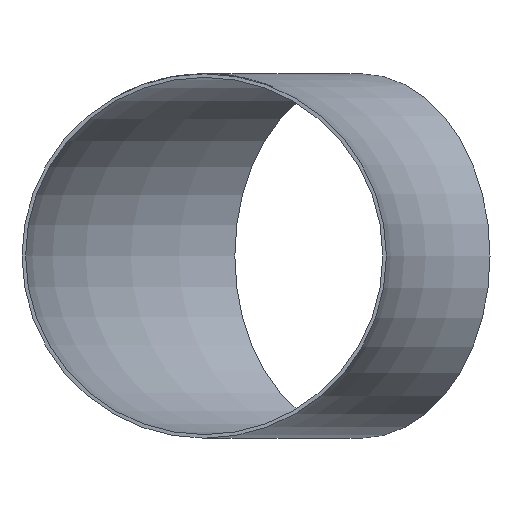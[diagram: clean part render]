
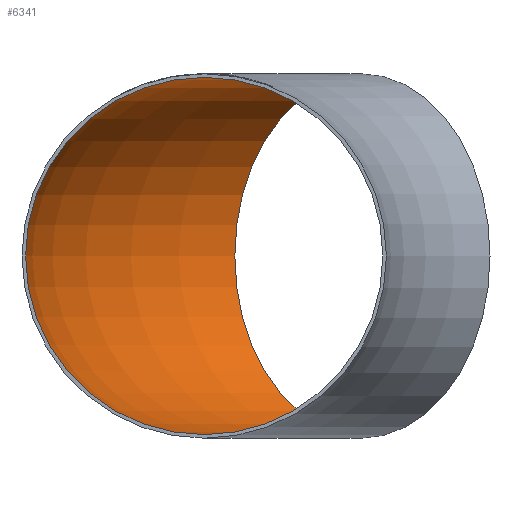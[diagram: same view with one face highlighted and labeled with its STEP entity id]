
A CAD part, front view. The second image highlights one B-rep face of the part: STEP entity #6341.
In plain terms, the highlighted toroidal (fillet/blend) face has major radius 300 mm and minor radius 100 mm.
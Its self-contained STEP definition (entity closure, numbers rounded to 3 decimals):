
#966 = DIRECTION ( 'NONE',  ( -1., 0., 0. ) ) ;
#2200 = DIRECTION ( 'NONE',  ( -0.707, 0.707, 0. ) ) ;
#4432 = FACE_OUTER_BOUND ( 'NONE', #16795, .T. ) ;
#4922 = CIRCLE ( 'NONE', #23368, 100. ) ;
#5287 = CIRCLE ( 'NONE', #6859, 100. ) ;
#5505 = DIRECTION ( 'NONE',  ( 0., 1., 0. ) ) ;
#5843 = CARTESIAN_POINT ( 'NONE',  ( -300., 0., 100. ) ) ;
#6341 = ADVANCED_FACE ( 'NONE', ( #4432, #10121 ), #20393, .F. ) ;
#6859 = AXIS2_PLACEMENT_3D ( 'NONE', #11697, #15620, #2200 ) ;
#8185 = VERTEX_POINT ( 'NONE', #5843 ) ;
#10121 = FACE_OUTER_BOUND ( 'NONE', #20932, .T. ) ;
#11342 = ORIENTED_EDGE ( 'NONE', *, *, #18011, .F. ) ;
#11361 = AXIS2_PLACEMENT_3D ( 'NONE', #14150, #15875, #966 ) ;
#11697 = CARTESIAN_POINT ( 'NONE',  ( -212.132, 212.132, 0. ) ) ;
#12489 = ORIENTED_EDGE ( 'NONE', *, *, #16387, .T. ) ;
#13585 = CARTESIAN_POINT ( 'NONE',  ( -282.843, 282.843, 0. ) ) ;
#14150 = CARTESIAN_POINT ( 'NONE',  ( 0., 0., 0. ) ) ;
#15620 = DIRECTION ( 'NONE',  ( 0.707, 0.707, 0. ) ) ;
#15875 = DIRECTION ( 'NONE',  ( 0., 0., -1. ) ) ;
#16387 = EDGE_CURVE ( 'NONE', #18756, #18756, #5287, .T. ) ;
#16795 = EDGE_LOOP ( 'NONE', ( #12489 ) ) ;
#18011 = EDGE_CURVE ( 'NONE', #8185, #8185, #4922, .T. ) ;
#18756 = VERTEX_POINT ( 'NONE', #13585 ) ;
#20393 = TOROIDAL_SURFACE ( 'NONE', #11361, 300., 100. ) ;
#20642 = CARTESIAN_POINT ( 'NONE',  ( -300., 0., 0. ) ) ;
#20932 = EDGE_LOOP ( 'NONE', ( #11342 ) ) ;
#23368 = AXIS2_PLACEMENT_3D ( 'NONE', #20642, #5505, #23820 ) ;
#23820 = DIRECTION ( 'NONE',  ( 0., 0., 1. ) ) ;
